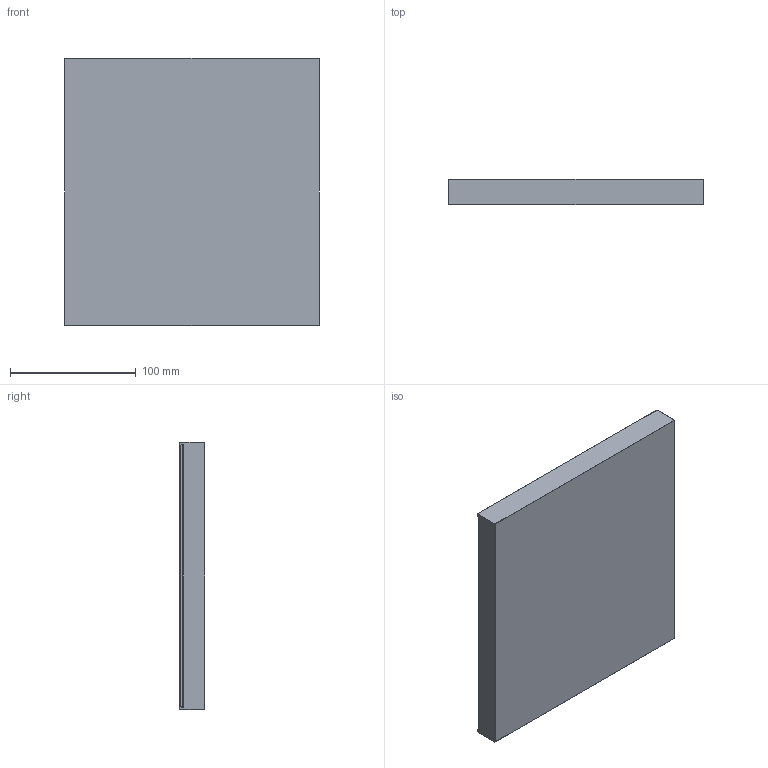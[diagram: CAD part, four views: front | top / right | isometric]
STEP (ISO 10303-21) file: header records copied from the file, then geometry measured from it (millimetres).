
FILE_DESCRIPTION(/* description */ (''),/* implementation_level */ '2;1');
FILE_NAME(/* name */ '04.MP.JW.stp',/* time_stamp */ '2023-08-30T17:54:23+02:00',/* author */ ('pszcz'),/* organization */ (''),/* preprocessor_version */ 'ST-DEVELOPER v19.2',/* originating_system */ 'Autodesk Inventor 2024',/* authorisation */ '');
FILE_SCHEMA (('AUTOMOTIVE_DESIGN { 1 0 10303 214 3 1 1 }'));
Length unit declared in the file: millimetre
Products named in the file (3): 04.MP.JW; 04.MP.JW.01; 04.MP.JW.02
Assembly tree (2 placements, depth 2):
  04.MP.JW
    04.MP.JW.01
    04.MP.JW.02
Bounding box: 202 x 20.15 x 212 mm (x, y, z)
Volume: 244658.2 mm3; surface area: 281666.3 mm2
Topology: 2 solids, 2 shells, 1114 faces, 2357 edges, 1269 vertices
Faces by surface type: cylinder 541, plane 209, sphere 187, torus 171, bspline 6
Entity records: 29564 total; most frequent: DIRECTION 5814, CARTESIAN_POINT 5001, ORIENTED_EDGE 4710, AXIS2_PLACEMENT_3D 2366, EDGE_CURVE 2355, VERTEX_POINT 1269, CIRCLE 1249, EDGE_LOOP 1138
